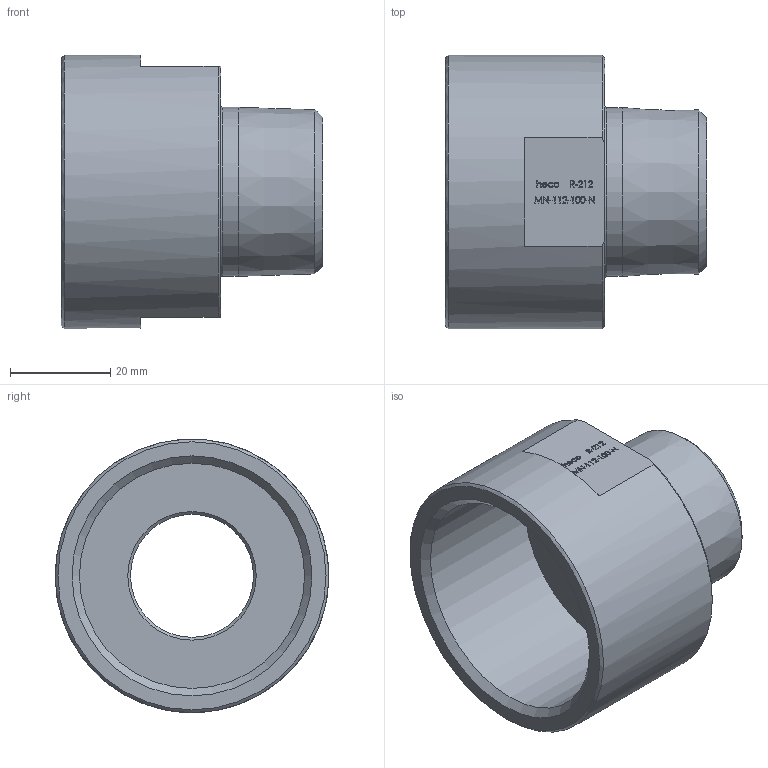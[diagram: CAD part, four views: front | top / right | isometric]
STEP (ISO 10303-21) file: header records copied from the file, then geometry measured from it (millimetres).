
FILE_DESCRIPTION (( 'STEP AP214' ), '1' );
FILE_NAME ('MN-112-100-N R-212 Reduzierstück 2011.STEP', '2020-11-11T14:05:11', ( '' ), ( '' ), 'SwSTEP 2.0', 'SolidWorks 2019', '' );
FILE_SCHEMA (( 'AUTOMOTIVE_DESIGN' ));
Length unit declared in the file: millimetre
Products named in the file (1): MN-112-100-N R-212 Reduzierstück 2011
Bounding box: 52 x 54.5 x 54.43 mm (x, y, z)
Volume: 34687.4 mm3; surface area: 16622.3 mm2
Topology: 1 solids, 1 shells, 238 faces, 618 edges, 410 vertices
Faces by surface type: plane 149, bspline 76, cone 8, cylinder 4, torus 1
Full cylindrical faces by diameter (mm): 24.5 x1, 33.649 x1, 44.845 x1, 54.5 x1
Entity records: 13987 total; most frequent: CARTESIAN_POINT 6348, ORIENTED_EDGE 1210, DIRECTION 795, EDGE_CURVE 605, VECTOR 429, LINE 429, VERTEX_POINT 408, EDGE_LOOP 279
